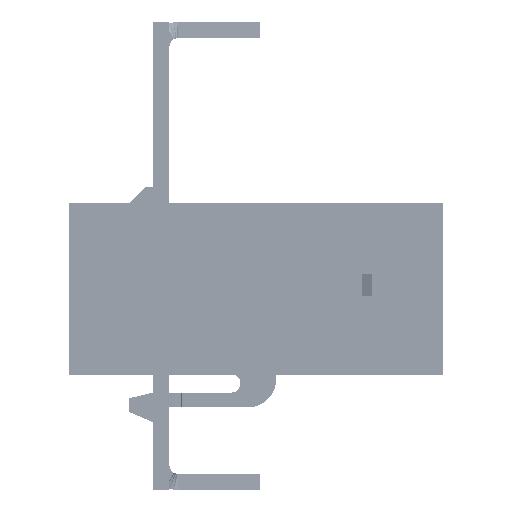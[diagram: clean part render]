
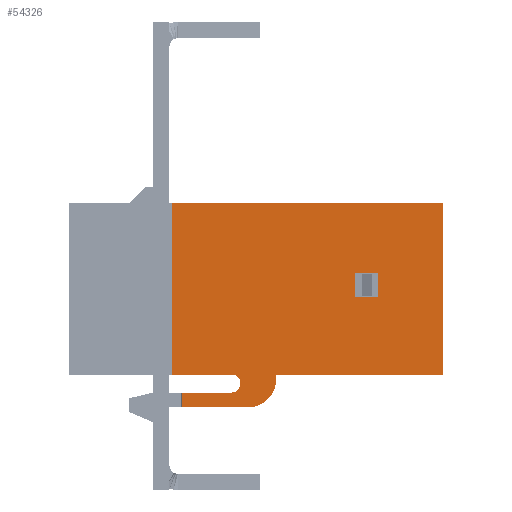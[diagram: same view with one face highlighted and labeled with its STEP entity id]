
A CAD part, left-side view. The second image highlights one B-rep face of the part: STEP entity #54326.
In plain terms, the highlighted planar face has unit normal (-1, 0, 0).
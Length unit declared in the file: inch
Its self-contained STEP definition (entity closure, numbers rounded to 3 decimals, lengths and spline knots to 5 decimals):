
#236 = EDGE_CURVE ( 'NONE', #50821, #10851, #18149, .T. ) ;
#561 = DIRECTION ( 'NONE',  ( 0., 0., 1. ) ) ;
#1166 = CIRCLE ( 'NONE', #19394, 0.03412 ) ;
#1442 = CARTESIAN_POINT ( 'NONE',  ( -0.36, 0.51592, -0.59855 ) ) ;
#1585 = PLANE ( 'NONE',  #41716 ) ;
#1738 = DIRECTION ( 'NONE',  ( 0., 1., 0. ) ) ;
#1874 = ORIENTED_EDGE ( 'NONE', *, *, #48341, .F. ) ;
#1996 = DIRECTION ( 'NONE',  ( 1., 0., 0. ) ) ;
#2024 = CARTESIAN_POINT ( 'NONE',  ( -0.36, 0.485, -0.61298 ) ) ;
#2293 = DIRECTION ( 'NONE',  ( 0., 0., 1. ) ) ;
#3068 = VECTOR ( 'NONE', #3168, 39.37008 ) ;
#3168 = DIRECTION ( 'NONE',  ( 0., 0., 1. ) ) ;
#3279 = CARTESIAN_POINT ( 'NONE',  ( -0.36, -0.15, -1.38 ) ) ;
#3983 = ORIENTED_EDGE ( 'NONE', *, *, #4181, .T. ) ;
#4181 = EDGE_CURVE ( 'NONE', #21559, #56483, #17490, .T. ) ;
#5200 = VECTOR ( 'NONE', #7919, 39.37008 ) ;
#5851 = DIRECTION ( 'NONE',  ( 0., 0., -1. ) ) ;
#6001 = EDGE_CURVE ( 'NONE', #36245, #18706, #34099, .T. ) ;
#6291 = DIRECTION ( 'NONE',  ( 0., -1., 0. ) ) ;
#6317 = EDGE_CURVE ( 'NONE', #27142, #56483, #21975, .T. ) ;
#6443 = DIRECTION ( 'NONE',  ( 0., -1., 0. ) ) ;
#6804 = ORIENTED_EDGE ( 'NONE', *, *, #20983, .T. ) ;
#6987 = VERTEX_POINT ( 'NONE', #36011 ) ;
#7764 = VERTEX_POINT ( 'NONE', #49282 ) ;
#7919 = DIRECTION ( 'NONE',  ( 0., 0., 1. ) ) ;
#8158 = DIRECTION ( 'NONE',  ( 0., 1., 0. ) ) ;
#8311 = DIRECTION ( 'NONE',  ( 0., 1., 0. ) ) ;
#8367 = CARTESIAN_POINT ( 'NONE',  ( -0.36, 0.198, -1.14 ) ) ;
#9005 = EDGE_CURVE ( 'NONE', #23768, #27142, #31552, .T. ) ;
#9864 = CARTESIAN_POINT ( 'NONE',  ( -0.36, -0.15, -1.14 ) ) ;
#10851 = VERTEX_POINT ( 'NONE', #61378 ) ;
#10918 = DIRECTION ( 'NONE',  ( 0., 0., 1. ) ) ;
#13921 = ORIENTED_EDGE ( 'NONE', *, *, #9005, .F. ) ;
#14144 = ORIENTED_EDGE ( 'NONE', *, *, #22654, .T. ) ;
#15049 = VECTOR ( 'NONE', #561, 39.37008 ) ;
#16260 = VERTEX_POINT ( 'NONE', #17136 ) ;
#16481 = EDGE_CURVE ( 'NONE', #50821, #7764, #32417, .T. ) ;
#17025 = CIRCLE ( 'NONE', #60344, 0.105 ) ;
#17136 = CARTESIAN_POINT ( 'NONE',  ( -0.36, 0.5, -0.765 ) ) ;
#17490 = LINE ( 'NONE', #61206, #3068 ) ;
#18149 = LINE ( 'NONE', #51701, #5200 ) ;
#18418 = EDGE_CURVE ( 'NONE', #58047, #23768, #1166, .T. ) ;
#18706 = VERTEX_POINT ( 'NONE', #23079 ) ;
#19056 = EDGE_CURVE ( 'NONE', #16260, #36245, #17025, .T. ) ;
#19209 = EDGE_CURVE ( 'NONE', #6987, #16260, #25411, .T. ) ;
#19231 = CARTESIAN_POINT ( 'NONE',  ( -0.36, 0.108, -1.055 ) ) ;
#19394 = AXIS2_PLACEMENT_3D ( 'NONE', #1442, #35348, #6291 ) ;
#19839 = CARTESIAN_POINT ( 'NONE',  ( -0.36, 0.485, -0.38 ) ) ;
#20378 = LINE ( 'NONE', #36196, #57423 ) ;
#20418 = CARTESIAN_POINT ( 'NONE',  ( -0.36, 0.485, -0.38 ) ) ;
#20983 = EDGE_CURVE ( 'NONE', #25006, #18706, #39442, .T. ) ;
#21559 = VERTEX_POINT ( 'NONE', #59186 ) ;
#21660 = FACE_OUTER_BOUND ( 'NONE', #42891, .T. ) ;
#21871 = ORIENTED_EDGE ( 'NONE', *, *, #6317, .F. ) ;
#21975 = LINE ( 'NONE', #19839, #57486 ) ;
#22654 = EDGE_CURVE ( 'NONE', #58047, #25006, #20378, .T. ) ;
#23079 = CARTESIAN_POINT ( 'NONE',  ( -0.36, 0.605, -0.418 ) ) ;
#23227 = VECTOR ( 'NONE', #8158, 39.37008 ) ;
#23768 = VERTEX_POINT ( 'NONE', #2024 ) ;
#24380 = ORIENTED_EDGE ( 'NONE', *, *, #18418, .F. ) ;
#25006 = VERTEX_POINT ( 'NONE', #39555 ) ;
#25411 = LINE ( 'NONE', #32489, #35212 ) ;
#25491 = CARTESIAN_POINT ( 'NONE',  ( -0.36, 0.485, -0.543 ) ) ;
#27142 = VERTEX_POINT ( 'NONE', #20418 ) ;
#29380 = ORIENTED_EDGE ( 'NONE', *, *, #36627, .F. ) ;
#29554 = DIRECTION ( 'NONE',  ( 0., -1., 0. ) ) ;
#29579 = VECTOR ( 'NONE', #1738, 39.37008 ) ;
#30555 = LINE ( 'NONE', #39792, #33596 ) ;
#30643 = VERTEX_POINT ( 'NONE', #33945 ) ;
#30788 = CARTESIAN_POINT ( 'NONE',  ( -0.36, 0.6, -0.418 ) ) ;
#31028 = CARTESIAN_POINT ( 'NONE',  ( -0.36, 0.5, -0.66 ) ) ;
#31516 = LINE ( 'NONE', #3279, #23227 ) ;
#31552 = LINE ( 'NONE', #25491, #55716 ) ;
#32417 = LINE ( 'NONE', #9864, #58122 ) ;
#32489 = CARTESIAN_POINT ( 'NONE',  ( -0.36, 0.485, -0.765 ) ) ;
#32724 = EDGE_CURVE ( 'NONE', #44468, #7764, #30555, .T. ) ;
#32985 = FACE_BOUND ( 'NONE', #49581, .T. ) ;
#33596 = VECTOR ( 'NONE', #5851, 39.37008 ) ;
#33945 = CARTESIAN_POINT ( 'NONE',  ( -0.36, 0.485, -1.38 ) ) ;
#34099 = LINE ( 'NONE', #35106, #48416 ) ;
#34414 = ORIENTED_EDGE ( 'NONE', *, *, #236, .T. ) ;
#35106 = CARTESIAN_POINT ( 'NONE',  ( -0.36, 0.605, -0.66 ) ) ;
#35212 = VECTOR ( 'NONE', #8311, 39.37008 ) ;
#35348 = DIRECTION ( 'NONE',  ( -1., 0., 0. ) ) ;
#35497 = DIRECTION ( 'NONE',  ( -1., 0., 0. ) ) ;
#35882 = DIRECTION ( 'NONE',  ( 0., 0., -1. ) ) ;
#36011 = CARTESIAN_POINT ( 'NONE',  ( -0.36, 0.485, -0.765 ) ) ;
#36196 = CARTESIAN_POINT ( 'NONE',  ( -0.36, 0.55, 0.30221 ) ) ;
#36245 = VERTEX_POINT ( 'NONE', #59905 ) ;
#36627 = EDGE_CURVE ( 'NONE', #30643, #6987, #39324, .T. ) ;
#36945 = CARTESIAN_POINT ( 'NONE',  ( -0.36, 0.108, -1.055 ) ) ;
#39324 = LINE ( 'NONE', #53642, #15049 ) ;
#39442 = LINE ( 'NONE', #30788, #29579 ) ;
#39555 = CARTESIAN_POINT ( 'NONE',  ( -0.36, 0.55, -0.418 ) ) ;
#39792 = CARTESIAN_POINT ( 'NONE',  ( -0.36, 0.108, 0.30221 ) ) ;
#40077 = DIRECTION ( 'NONE',  ( 0., 0., 1. ) ) ;
#41265 = EDGE_CURVE ( 'NONE', #10851, #44468, #42661, .T. ) ;
#41716 = AXIS2_PLACEMENT_3D ( 'NONE', #49826, #35497, #6443 ) ;
#42661 = LINE ( 'NONE', #19231, #55452 ) ;
#42888 = CARTESIAN_POINT ( 'NONE',  ( -0.36, 0.55, -0.6 ) ) ;
#42891 = EDGE_LOOP ( 'NONE', ( #6804, #54035, #44023, #54147, #29380, #1874, #3983, #21871, #13921, #24380, #14144 ) ) ;
#43783 = DIRECTION ( 'NONE',  ( 0., -1., 0. ) ) ;
#44023 = ORIENTED_EDGE ( 'NONE', *, *, #19056, .F. ) ;
#44468 = VERTEX_POINT ( 'NONE', #36945 ) ;
#45530 = ORIENTED_EDGE ( 'NONE', *, *, #16481, .F. ) ;
#48341 = EDGE_CURVE ( 'NONE', #21559, #30643, #31516, .T. ) ;
#48416 = VECTOR ( 'NONE', #10918, 39.37008 ) ;
#49282 = CARTESIAN_POINT ( 'NONE',  ( -0.36, 0.108, -1.14 ) ) ;
#49581 = EDGE_LOOP ( 'NONE', ( #54494, #56565, #45530, #34414 ) ) ;
#49826 = CARTESIAN_POINT ( 'NONE',  ( -0.36, -0.15, 0.30221 ) ) ;
#50821 = VERTEX_POINT ( 'NONE', #8367 ) ;
#51701 = CARTESIAN_POINT ( 'NONE',  ( -0.36, 0.198, 0.30221 ) ) ;
#52985 = DIRECTION ( 'NONE',  ( 0., -1., 0. ) ) ;
#53642 = CARTESIAN_POINT ( 'NONE',  ( -0.36, 0.485, -0.543 ) ) ;
#54035 = ORIENTED_EDGE ( 'NONE', *, *, #6001, .F. ) ;
#54147 = ORIENTED_EDGE ( 'NONE', *, *, #19209, .F. ) ;
#54326 = ADVANCED_FACE ( 'NONE', ( #32985, #21660 ), #1585, .T. ) ;
#54494 = ORIENTED_EDGE ( 'NONE', *, *, #41265, .T. ) ;
#55452 = VECTOR ( 'NONE', #52985, 39.37008 ) ;
#55716 = VECTOR ( 'NONE', #40077, 39.37008 ) ;
#56483 = VERTEX_POINT ( 'NONE', #60108 ) ;
#56565 = ORIENTED_EDGE ( 'NONE', *, *, #32724, .T. ) ;
#57423 = VECTOR ( 'NONE', #2293, 39.37008 ) ;
#57486 = VECTOR ( 'NONE', #29554, 39.37008 ) ;
#58047 = VERTEX_POINT ( 'NONE', #42888 ) ;
#58122 = VECTOR ( 'NONE', #43783, 39.37008 ) ;
#59186 = CARTESIAN_POINT ( 'NONE',  ( -0.36, -0.15, -1.38 ) ) ;
#59905 = CARTESIAN_POINT ( 'NONE',  ( -0.36, 0.605, -0.66 ) ) ;
#60108 = CARTESIAN_POINT ( 'NONE',  ( -0.36, -0.15, -0.38 ) ) ;
#60344 = AXIS2_PLACEMENT_3D ( 'NONE', #31028, #1996, #35882 ) ;
#61206 = CARTESIAN_POINT ( 'NONE',  ( -0.36, -0.15, 0.30221 ) ) ;
#61378 = CARTESIAN_POINT ( 'NONE',  ( -0.36, 0.198, -1.055 ) ) ;
